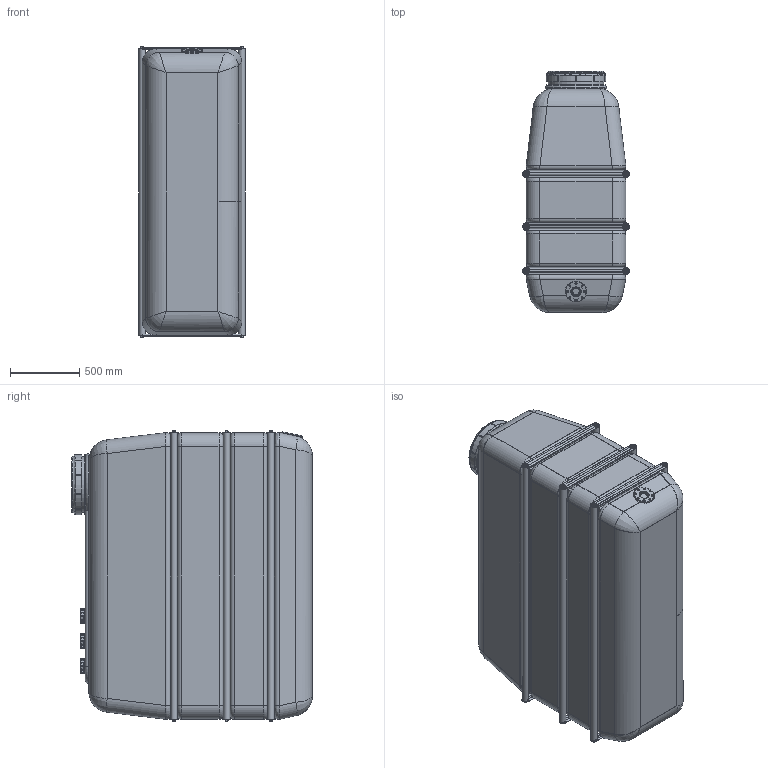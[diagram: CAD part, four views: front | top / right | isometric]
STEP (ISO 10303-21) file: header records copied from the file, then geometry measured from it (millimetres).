
FILE_DESCRIPTION((''),'2;1');
FILE_NAME('PE-DF_2000.stp','2014-02-11T08:44:11',('yh'),(''),'Autodesk Inventor 2012','Autodesk Inventor 2012','');
FILE_SCHEMA(('AUTOMOTIVE_DESIGN { 1 0 10303 214 1 1 1 1 }'));
Length unit declared in the file: millimetre
Products named in the file (20): PE-DF_2000-00; Skizze1500; Deckel oben+unten_3000DF-00; Boden 3000-er DF; PE-Flansch 2"; Kragen für DN400_01_01; DN400_02; Bandage PE_DF2000; Kopfplatte für Längsbandage-00; Schraubverbindung; DIN 934 - ersetzt durch DIN EN 24032/28673/28674 M12; DIN 933 - ersetzt durch DIN EN 24017 M12  x 35; DIN 125-1 A A 13; Längsbandage PE_DF_3000_01_01; Schraubverbindung_00011_2; Schraubverbindung_00012_2; Schraubverbindung_000111_2; Kopfbandage PE_DF_3000-00; Überwurfmutter_02; Lockragen DN40
Assembly tree (39 placements, depth 4):
  PE-DF_2000-00
    Skizze1500
    Deckel oben+unten_3000DF-00
    Boden 3000-er DF
    PE-Flansch 2"
    Kragen für DN400_01_01
    DN400_02
    Bandage PE_DF2000  x3
      Kopfplatte für Längsbandage-00
      Schraubverbindung
        DIN 934 - ersetzt durch DIN EN 24032/28673/28674 M12
        DIN 933 - ersetzt durch DIN EN 24017 M12  x 35
        DIN 125-1 A A 13
      Längsbandage PE_DF_3000_01_01
      Schraubverbindung_00011_2
        DIN 934 - ersetzt durch DIN EN 24032/28673/28674 M12
        DIN 933 - ersetzt durch DIN EN 24017 M12  x 35
        DIN 125-1 A A 13
      Schraubverbindung_00012_2
        DIN 934 - ersetzt durch DIN EN 24032/28673/28674 M12
        DIN 933 - ersetzt durch DIN EN 24017 M12  x 35
        DIN 125-1 A A 13
      Schraubverbindung_000111_2
        DIN 934 - ersetzt durch DIN EN 24032/28673/28674 M12
        DIN 933 - ersetzt durch DIN EN 24017 M12  x 35
        DIN 125-1 A A 13
      Kopfbandage PE_DF_3000-00
    Überwurfmutter_02  x3
    Lockragen DN40  x3
Bounding box: 770 x 1740 x 2108.15 mm (x, y, z)
Volume: 52626177 mm3; surface area: 30027391.8 mm2
Topology: 72 solids, 72 shells, 1352 faces, 3062 edges, 1867 vertices
Faces by surface type: plane 649, cylinder 404, cone 144, torus 123, bspline 32
Full cylindrical faces by diameter (mm): 7 x8, 8 x8, 10 x12, 10.106 x12, 11.053 x12, 12 x12, 13 x12, 17.2 x12, 24 x12, 39.101 x12, 44 x6, 46 x6, 48 x1, 69.854 x1, 82.307 x3, 85 x3, 100 x3, 102.186 x1, 105 x3, 154.067 x1, 362.022 x1, 366.022 x1, 380 x1, 395.51 x1, 400 x1, 430 x1
Entity records: 21883 total; most frequent: CARTESIAN_POINT 6320, DIRECTION 3356, ORIENTED_EDGE 2908, EDGE_CURVE 1454, AXIS2_PLACEMENT_3D 1296, VERTEX_POINT 888, VECTOR 764, LINE 764
